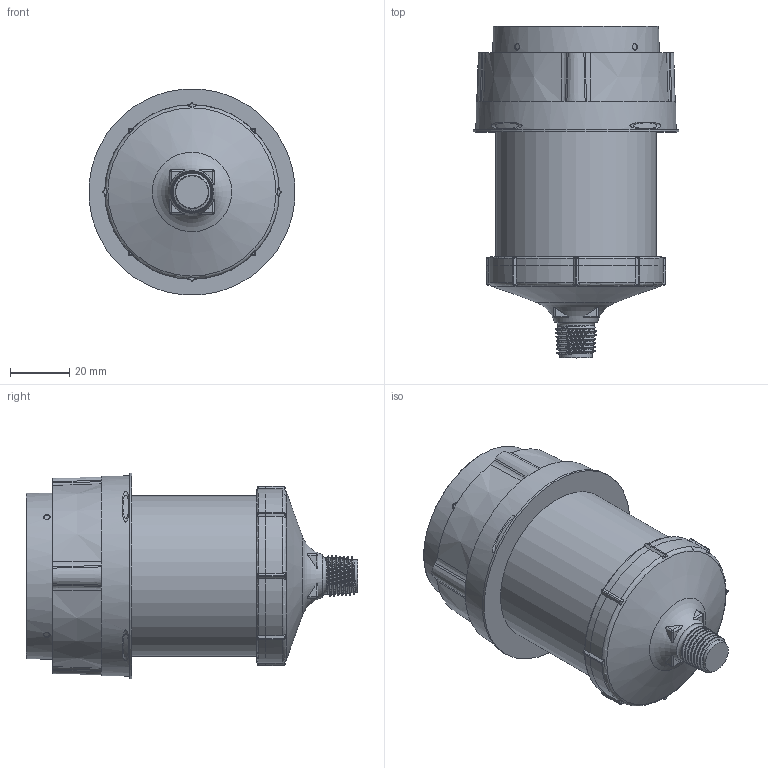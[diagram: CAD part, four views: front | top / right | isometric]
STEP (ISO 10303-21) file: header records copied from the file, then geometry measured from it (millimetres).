
FILE_DESCRIPTION((''),'2;1');
FILE_NAME('perma_NOVA_65_Rev_A.stp','2013-09-19T10:55:36',('002180'),(''),'Autodesk Inventor 2013','Autodesk Inventor 2013','');
FILE_SCHEMA(('AUTOMOTIVE_DESIGN { 1 0 10303 214 1 1 1 1 }'));
Length unit declared in the file: millimetre
Products named in the file (1): perma NOVA 65
Bounding box: 69.24 x 111.7 x 69.24 mm (x, y, z)
Surface area: 25152.9 mm2 (no closed solid volume)
Topology: 0 solids, 1 shells, 236 faces, 591 edges, 366 vertices
Faces by surface type: plane 86, cylinder 71, cone 40, sphere 24, bspline 11, torus 4
Full cylindrical faces by diameter (mm): 53.9 x1, 69.5 x1
Entity records: 11176 total; most frequent: CARTESIAN_POINT 5753, ORIENTED_EDGE 1112, DIRECTION 978, EDGE_CURVE 556, AXIS2_PLACEMENT_3D 396, VERTEX_POINT 356, EDGE_LOOP 270, FACE_OUTER_BOUND 236
